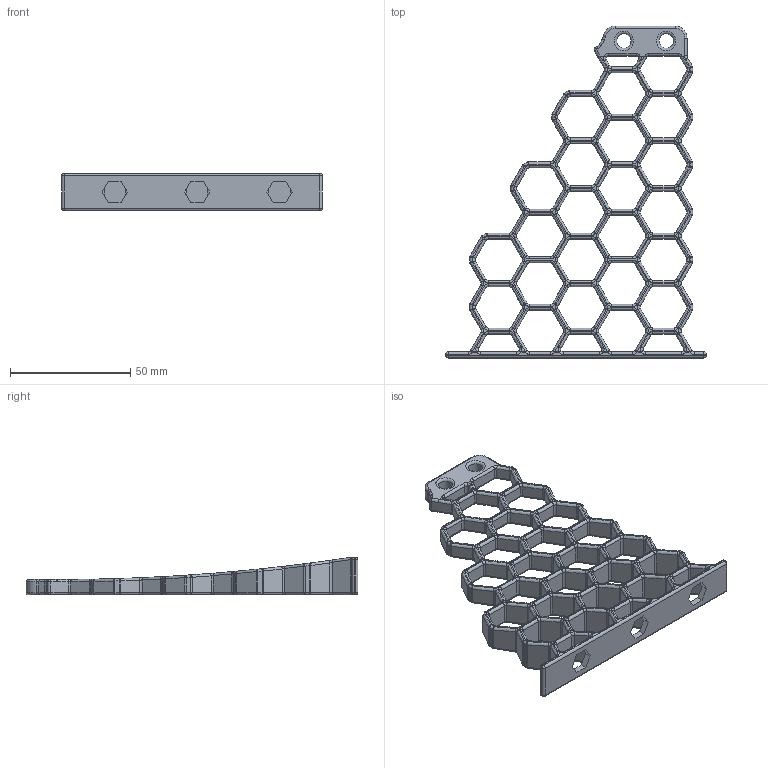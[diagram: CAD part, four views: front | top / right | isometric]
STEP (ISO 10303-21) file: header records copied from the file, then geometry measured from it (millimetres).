
FILE_DESCRIPTION(/* description */ ('STEP AP242','CAx-IF Rec.Pracs.---Representation and Presentation of Product Manufacturing Information (PMI)---4.0---2014-10-13','CAx-IF Rec.Pracs.---3D Tessellated Geometry---0.4---2014-09-14','2;1'),/* implementation_level */ '2;1');
FILE_NAME(/* name */ '65843cf695c19012d04d3e63',/* time_stamp */ '2023-12-21T13:26:19Z',/* author */ (''),/* organization */ (''),/* preprocessor_version */ 'ST-DEVELOPER v19.4',/* originating_system */ ' ',/* authorisation */ ' ');
FILE_SCHEMA (('AP242_MANAGED_MODEL_BASED_3D_ENGINEERING_MIM_LF { 1 0 10303 442 1 1 4 }'));
Products named in the file (604): GPUSP01
Bounding box: 108.6 x 138.25 x 15.7 mm (x, y, z)
Volume: 28419.2 mm3; surface area: 25215.7 mm2
Topology: 1 solids, 1 shells, 1295 faces, 3574 edges, 2877 vertices
Faces by surface type: cylinder 493, bspline 292, plane 226, torus 210, sphere 74
Full cylindrical faces by diameter (mm): 6 x2
Entity records: 64835 total; most frequent: CARTESIAN_POINT 17353, DIRECTION 7879, ORIENTED_EDGE 5928, AXIS2_PLACEMENT_3D 3130, EDGE_CURVE 2964, VERTEX_POINT 1670, LINE 1619, VECTOR 1619
